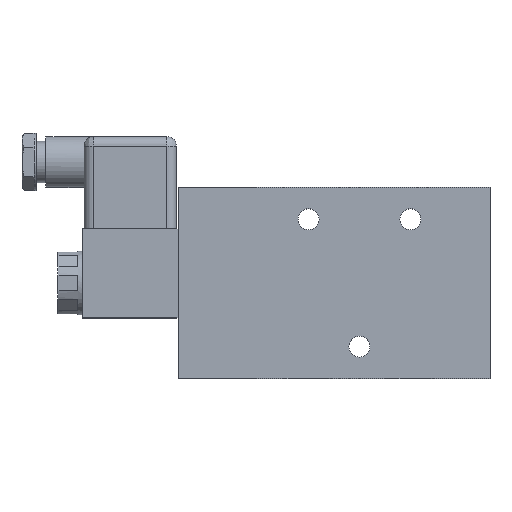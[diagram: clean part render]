
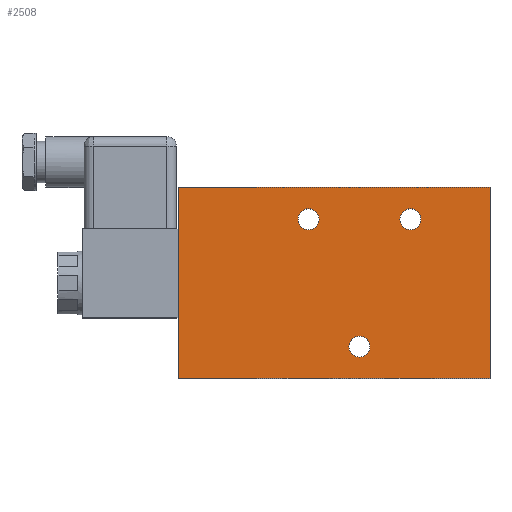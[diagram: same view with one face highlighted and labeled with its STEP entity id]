
A CAD part, top view. The second image highlights one B-rep face of the part: STEP entity #2508.
In plain terms, the highlighted planar face has unit normal (0, 0, 1).
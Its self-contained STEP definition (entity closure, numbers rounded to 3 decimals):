
#61 = FACE_BOUND ( 'NONE', #2721, .T. ) ;
#72 = EDGE_CURVE ( 'NONE', #3359, #565, #970, .T. ) ;
#91 = AXIS2_PLACEMENT_3D ( 'NONE', #3389, #1856, #261 ) ;
#101 = CARTESIAN_POINT ( 'NONE',  ( 38., -12., 30. ) ) ;
#148 = DIRECTION ( 'NONE',  ( 0., 1., 0. ) ) ;
#153 = DIRECTION ( 'NONE',  ( 1., 0., 0. ) ) ;
#190 = CARTESIAN_POINT ( 'NONE',  ( 13., 41.3, 30. ) ) ;
#214 = DIRECTION ( 'NONE',  ( 0., 1., 0. ) ) ;
#222 = LINE ( 'NONE', #3325, #3024 ) ;
#252 = DIRECTION ( 'NONE',  ( 0., 0., 1. ) ) ;
#261 = DIRECTION ( 'NONE',  ( 0., 1., 0. ) ) ;
#273 = CARTESIAN_POINT ( 'NONE',  ( -60., -12., 30. ) ) ;
#374 = ORIENTED_EDGE ( 'NONE', *, *, #3332, .F. ) ;
#438 = CIRCLE ( 'NONE', #2765, 3.3 ) ;
#531 = VECTOR ( 'NONE', #3113, 1000. ) ;
#565 = VERTEX_POINT ( 'NONE', #3257 ) ;
#593 = CARTESIAN_POINT ( 'NONE',  ( 38., 48., 30. ) ) ;
#612 = VERTEX_POINT ( 'NONE', #2772 ) ;
#750 = CARTESIAN_POINT ( 'NONE',  ( -3., 1.3, 30. ) ) ;
#814 = EDGE_CURVE ( 'NONE', #2802, #1875, #1944, .T. ) ;
#931 = VERTEX_POINT ( 'NONE', #101 ) ;
#970 = CIRCLE ( 'NONE', #2102, 3.3 ) ;
#1045 = CIRCLE ( 'NONE', #91, 3.3 ) ;
#1064 = CARTESIAN_POINT ( 'NONE',  ( -19., 41.3, 30. ) ) ;
#1111 = EDGE_CURVE ( 'NONE', #1490, #931, #1932, .T. ) ;
#1129 = EDGE_CURVE ( 'NONE', #612, #1490, #222, .T. ) ;
#1176 = ORIENTED_EDGE ( 'NONE', *, *, #3357, .F. ) ;
#1197 = DIRECTION ( 'NONE',  ( 0., 0., 1. ) ) ;
#1207 = CARTESIAN_POINT ( 'NONE',  ( 13., 38., 30. ) ) ;
#1225 = DIRECTION ( 'NONE',  ( 0., 1., 0. ) ) ;
#1309 = VECTOR ( 'NONE', #1472, 1000. ) ;
#1409 = FACE_BOUND ( 'NONE', #2636, .T. ) ;
#1468 = ORIENTED_EDGE ( 'NONE', *, *, #1129, .F. ) ;
#1472 = DIRECTION ( 'NONE',  ( 0., -1., 0. ) ) ;
#1482 = FACE_BOUND ( 'NONE', #2550, .T. ) ;
#1490 = VERTEX_POINT ( 'NONE', #593 ) ;
#1519 = CIRCLE ( 'NONE', #2205, 3.3 ) ;
#1576 = CARTESIAN_POINT ( 'NONE',  ( -60., -12., 30. ) ) ;
#1595 = CARTESIAN_POINT ( 'NONE',  ( -19., 38., 30. ) ) ;
#1749 = DIRECTION ( 'NONE',  ( 0., 0., 1. ) ) ;
#1791 = DIRECTION ( 'NONE',  ( -1., 0., 0. ) ) ;
#1814 = DIRECTION ( 'NONE',  ( 0., 0., 1. ) ) ;
#1856 = DIRECTION ( 'NONE',  ( 0., 0., 1. ) ) ;
#1873 = DIRECTION ( 'NONE',  ( 0., 1., 0. ) ) ;
#1875 = VERTEX_POINT ( 'NONE', #750 ) ;
#1878 = CARTESIAN_POINT ( 'NONE',  ( -19., 34.7, 30. ) ) ;
#1932 = LINE ( 'NONE', #3282, #1309 ) ;
#1934 = EDGE_CURVE ( 'NONE', #1875, #2802, #1045, .T. ) ;
#1944 = CIRCLE ( 'NONE', #2628, 3.3 ) ;
#1952 = LINE ( 'NONE', #2881, #531 ) ;
#1967 = VERTEX_POINT ( 'NONE', #273 ) ;
#1971 = ORIENTED_EDGE ( 'NONE', *, *, #3376, .F. ) ;
#2087 = CARTESIAN_POINT ( 'NONE',  ( -3., -5.3, 30. ) ) ;
#2102 = AXIS2_PLACEMENT_3D ( 'NONE', #1207, #1197, #1225 ) ;
#2124 = DIRECTION ( 'NONE',  ( 1., 0., 0. ) ) ;
#2128 = AXIS2_PLACEMENT_3D ( 'NONE', #1576, #252, #2124 ) ;
#2205 = AXIS2_PLACEMENT_3D ( 'NONE', #3299, #1749, #148 ) ;
#2253 = VERTEX_POINT ( 'NONE', #1878 ) ;
#2321 = EDGE_CURVE ( 'NONE', #2253, #2520, #1519, .T. ) ;
#2325 = ORIENTED_EDGE ( 'NONE', *, *, #72, .F. ) ;
#2496 = AXIS2_PLACEMENT_3D ( 'NONE', #1595, #3400, #1873 ) ;
#2508 = ADVANCED_FACE ( 'NONE', ( #61, #1482, #1409, #3002 ), #3379, .T. ) ;
#2520 = VERTEX_POINT ( 'NONE', #1064 ) ;
#2549 = EDGE_CURVE ( 'NONE', #2520, #2253, #2673, .T. ) ;
#2550 = EDGE_LOOP ( 'NONE', ( #2868, #2612 ) ) ;
#2612 = ORIENTED_EDGE ( 'NONE', *, *, #2321, .F. ) ;
#2628 = AXIS2_PLACEMENT_3D ( 'NONE', #2710, #2727, #2734 ) ;
#2636 = EDGE_LOOP ( 'NONE', ( #2325, #1971 ) ) ;
#2673 = CIRCLE ( 'NONE', #2496, 3.3 ) ;
#2710 = CARTESIAN_POINT ( 'NONE',  ( -3., -2., 30. ) ) ;
#2721 = EDGE_LOOP ( 'NONE', ( #3025, #2990 ) ) ;
#2727 = DIRECTION ( 'NONE',  ( 0., 0., 1. ) ) ;
#2734 = DIRECTION ( 'NONE',  ( 0., 1., 0. ) ) ;
#2761 = VECTOR ( 'NONE', #1791, 1000. ) ;
#2765 = AXIS2_PLACEMENT_3D ( 'NONE', #3358, #1814, #214 ) ;
#2772 = CARTESIAN_POINT ( 'NONE',  ( -60., 48., 30. ) ) ;
#2802 = VERTEX_POINT ( 'NONE', #2087 ) ;
#2807 = EDGE_LOOP ( 'NONE', ( #1468, #1176, #374, #3360 ) ) ;
#2868 = ORIENTED_EDGE ( 'NONE', *, *, #2549, .F. ) ;
#2881 = CARTESIAN_POINT ( 'NONE',  ( -60., 18., 30. ) ) ;
#2990 = ORIENTED_EDGE ( 'NONE', *, *, #814, .F. ) ;
#3002 = FACE_OUTER_BOUND ( 'NONE', #2807, .T. ) ;
#3024 = VECTOR ( 'NONE', #153, 1000. ) ;
#3025 = ORIENTED_EDGE ( 'NONE', *, *, #1934, .F. ) ;
#3113 = DIRECTION ( 'NONE',  ( 0., 1., 0. ) ) ;
#3257 = CARTESIAN_POINT ( 'NONE',  ( 13., 34.7, 30. ) ) ;
#3282 = CARTESIAN_POINT ( 'NONE',  ( 38., 18., 30. ) ) ;
#3299 = CARTESIAN_POINT ( 'NONE',  ( -19., 38., 30. ) ) ;
#3312 = LINE ( 'NONE', #3335, #2761 ) ;
#3325 = CARTESIAN_POINT ( 'NONE',  ( -11., 48., 30. ) ) ;
#3332 = EDGE_CURVE ( 'NONE', #931, #1967, #3312, .T. ) ;
#3335 = CARTESIAN_POINT ( 'NONE',  ( -11., -12., 30. ) ) ;
#3357 = EDGE_CURVE ( 'NONE', #1967, #612, #1952, .T. ) ;
#3358 = CARTESIAN_POINT ( 'NONE',  ( 13., 38., 30. ) ) ;
#3359 = VERTEX_POINT ( 'NONE', #190 ) ;
#3360 = ORIENTED_EDGE ( 'NONE', *, *, #1111, .F. ) ;
#3376 = EDGE_CURVE ( 'NONE', #565, #3359, #438, .T. ) ;
#3379 = PLANE ( 'NONE',  #2128 ) ;
#3389 = CARTESIAN_POINT ( 'NONE',  ( -3., -2., 30. ) ) ;
#3400 = DIRECTION ( 'NONE',  ( 0., 0., 1. ) ) ;
